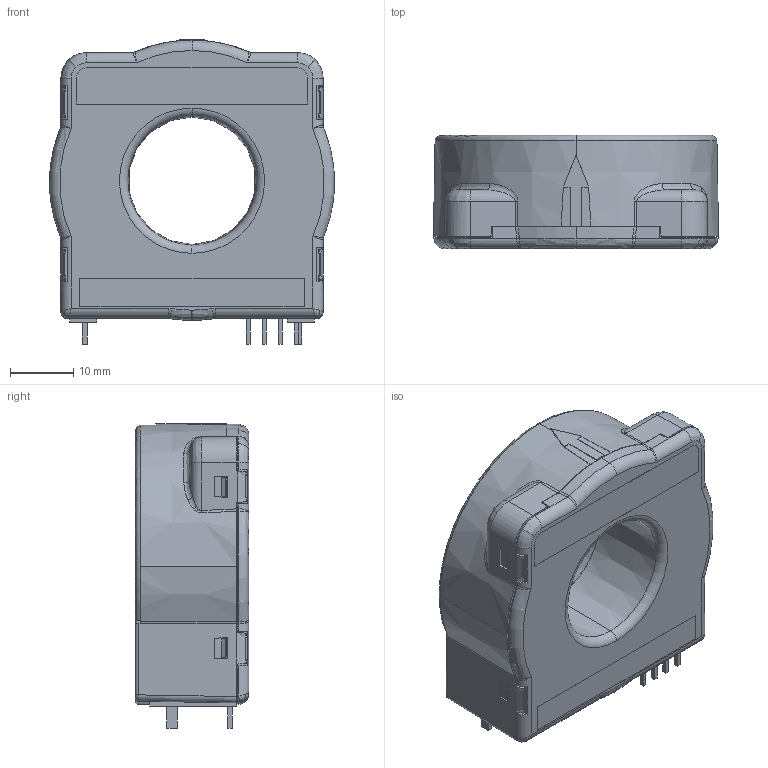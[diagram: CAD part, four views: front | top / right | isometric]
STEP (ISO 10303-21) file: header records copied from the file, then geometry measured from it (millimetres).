
FILE_DESCRIPTION((''),'2;1');
FILE_NAME('SENS_LEM_CTSR.stp','2014-04-10T12:39:43',(''),(''),'Mechanical Desktop 2011','Mechanical Desktop 2011',', , ');
FILE_SCHEMA(('AUTOMOTIVE_DESIGN { 1 2 10303 214 1 1 1 1 }'));
Length unit declared in the file: millimetre
Products named in the file (1): Product
Bounding box: 45.01 x 17.9 x 48.06 mm (x, y, z)
Volume: 24945.9 mm3; surface area: 7256.9 mm2
Topology: 7 solids, 7 shells, 506 faces, 1375 edges, 884 vertices
Faces by surface type: plane 270, bspline 112, cylinder 80, cone 28, torus 16
Entity records: 23077 total; most frequent: CARTESIAN_POINT 10728, ORIENTED_EDGE 2734, DIRECTION 2349, EDGE_CURVE 1367, VERTEX_POINT 884, VECTOR 859, LINE 859, AXIS2_PLACEMENT_3D 745
